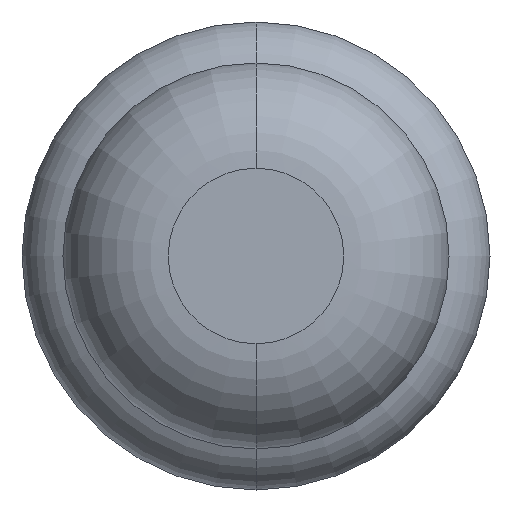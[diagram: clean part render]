
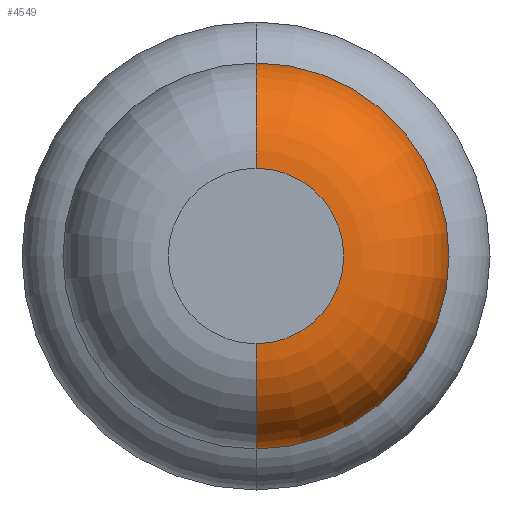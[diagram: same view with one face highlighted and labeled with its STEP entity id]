
A CAD part, front view. The second image highlights one B-rep face of the part: STEP entity #4549.
In plain terms, the highlighted toroidal (fillet/blend) face has major radius 0.375 mm and minor radius 0.45 mm.
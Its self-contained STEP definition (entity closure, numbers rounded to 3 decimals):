
#20 = ORIENTED_EDGE ( 'NONE', *, *, #3966, .F. ) ;
#324 = TOROIDAL_SURFACE ( 'NONE', #3792, 0.375, 0.45 ) ;
#360 = DIRECTION ( 'NONE',  ( 0., 1., 0. ) ) ;
#368 = CIRCLE ( 'NONE', #2891, 0.45 ) ;
#567 = AXIS2_PLACEMENT_3D ( 'NONE', #3436, #360, #2666 ) ;
#605 = CARTESIAN_POINT ( 'NONE',  ( 0., -29.95, 0.375 ) ) ;
#631 = CIRCLE ( 'NONE', #2449, 0.45 ) ;
#659 = CIRCLE ( 'NONE', #567, 0.825 ) ;
#666 = CARTESIAN_POINT ( 'NONE',  ( 0., -29.95, -0.825 ) ) ;
#733 = EDGE_CURVE ( 'NONE', #1487, #4817, #631, .T. ) ;
#842 = CARTESIAN_POINT ( 'NONE',  ( 0., -30.4, 0. ) ) ;
#1008 = FACE_OUTER_BOUND ( 'NONE', #2887, .T. ) ;
#1196 = DIRECTION ( 'NONE',  ( 0., 1., 0. ) ) ;
#1487 = VERTEX_POINT ( 'NONE', #2779 ) ;
#1488 = VERTEX_POINT ( 'NONE', #4296 ) ;
#1627 = DIRECTION ( 'NONE',  ( 0., 0., -1. ) ) ;
#1716 = EDGE_CURVE ( 'Defeature ausgef�hrt1_45+Defeature ausgef�hrt1_44+Defeature ausgef�hrt1_44+Defeature ausgef�hrt1_44', #1488, #1487, #3042, .T. ) ;
#1751 = ORIENTED_EDGE ( 'NONE', *, *, #4290, .F. ) ;
#1790 = CARTESIAN_POINT ( 'NONE',  ( 0., -29.95, 0.825 ) ) ;
#2012 = ORIENTED_EDGE ( 'NONE', *, *, #1716, .T. ) ;
#2024 = DIRECTION ( 'NONE',  ( 0., 0., 1. ) ) ;
#2154 = DIRECTION ( 'NONE',  ( -1., 0., 0. ) ) ;
#2449 = AXIS2_PLACEMENT_3D ( 'NONE', #4823, #2759, #1627 ) ;
#2666 = DIRECTION ( 'NONE',  ( 0., 0., 1. ) ) ;
#2759 = DIRECTION ( 'NONE',  ( 1., 0., 0. ) ) ;
#2779 = CARTESIAN_POINT ( 'NONE',  ( 0., -30.4, -0.375 ) ) ;
#2887 = EDGE_LOOP ( 'NONE', ( #2012, #4838, #1751, #20 ) ) ;
#2891 = AXIS2_PLACEMENT_3D ( 'NONE', #605, #2154, #3337 ) ;
#3042 = CIRCLE ( 'NONE', #3396, 0.375 ) ;
#3143 = DIRECTION ( 'NONE',  ( 0., 0., 1. ) ) ;
#3254 = DIRECTION ( 'NONE',  ( 0., 1., 0. ) ) ;
#3267 = CARTESIAN_POINT ( 'NONE',  ( 0., -29.95, 0. ) ) ;
#3337 = DIRECTION ( 'NONE',  ( 0., 0., 1. ) ) ;
#3396 = AXIS2_PLACEMENT_3D ( 'NONE', #842, #1196, #3143 ) ;
#3436 = CARTESIAN_POINT ( 'NONE',  ( 0., -29.95, 0. ) ) ;
#3594 = VERTEX_POINT ( 'NONE', #1790 ) ;
#3792 = AXIS2_PLACEMENT_3D ( 'NONE', #3267, #3254, #2024 ) ;
#3966 = EDGE_CURVE ( 'NONE', #1488, #3594, #368, .T. ) ;
#4290 = EDGE_CURVE ( 'Defeature ausgef�hrt1_46+Defeature ausgef�hrt1_45+Defeature ausgef�hrt1_45+Defeature ausgef�hrt1_45', #3594, #4817, #659, .T. ) ;
#4296 = CARTESIAN_POINT ( 'NONE',  ( 0., -30.4, 0.375 ) ) ;
#4549 = ADVANCED_FACE ( 'Defeature ausgef�hrt1_45', ( #1008 ), #324, .T. ) ;
#4817 = VERTEX_POINT ( 'NONE', #666 ) ;
#4823 = CARTESIAN_POINT ( 'NONE',  ( 0., -29.95, -0.375 ) ) ;
#4838 = ORIENTED_EDGE ( 'NONE', *, *, #733, .T. ) ;
